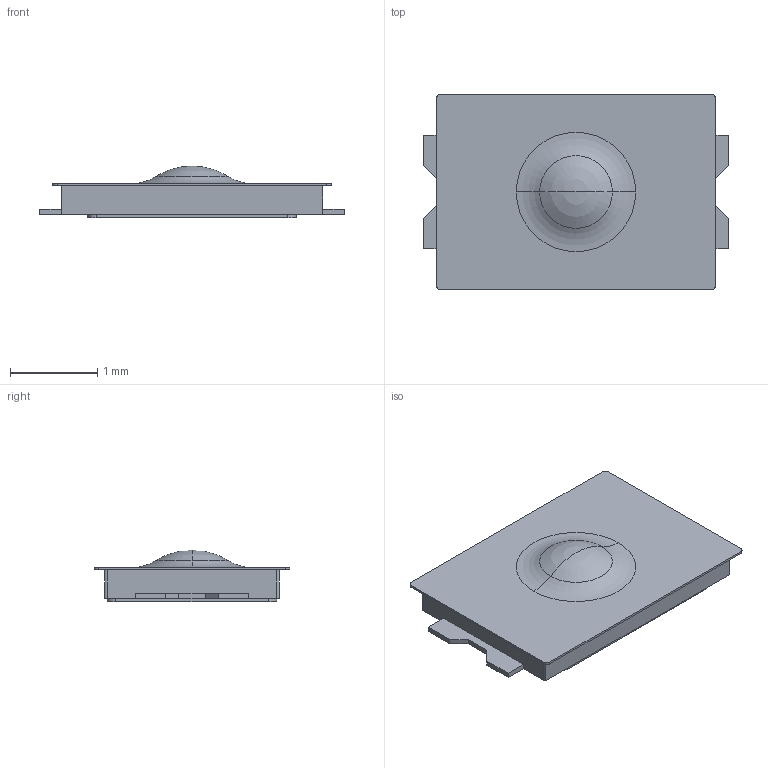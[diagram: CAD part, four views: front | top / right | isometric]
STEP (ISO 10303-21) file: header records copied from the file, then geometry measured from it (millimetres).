
FILE_DESCRIPTION((''),'2;1');
FILE_NAME('CU25M01D31FP','2016-04-25T',('eric.riffaud'),(''),'PRO/ENGINEER BY PARAMETRIC TECHNOLOGY CORPORATION, 2013320','PRO/ENGINEER BY PARAMETRIC TECHNOLOGY CORPORATION, 2013320','');
FILE_SCHEMA(('CONFIG_CONTROL_DESIGN'));
Length unit declared in the file: millimetre
Products named in the file (1): CU25M01D31FP
Bounding box: 3.5 x 2.25 x 0.59 mm (x, y, z)
Volume: 2.4 mm3; surface area: 20.1 mm2
Topology: 1 solids, 1 shells, 186 faces, 526 edges, 369 vertices
Faces by surface type: plane 98, cylinder 84, torus 2, sphere 2
Entity records: 6234 total; most frequent: DIRECTION 1132, CARTESIAN_POINT 1079, ORIENTED_EDGE 1048, EDGE_CURVE 524, AXIS2_PLACEMENT_3D 422, VERTEX_POINT 369, VECTOR 288, LINE 288
